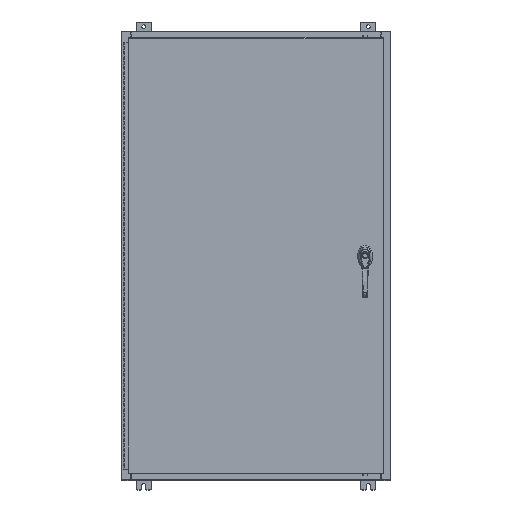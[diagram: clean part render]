
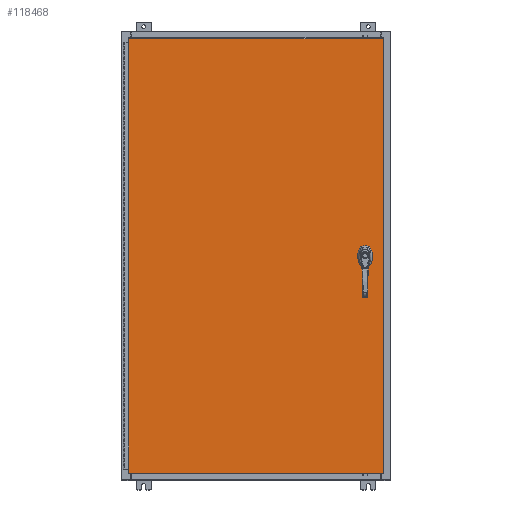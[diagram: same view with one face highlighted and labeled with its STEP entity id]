
A CAD part, top view. The second image highlights one B-rep face of the part: STEP entity #118468.
In plain terms, the highlighted planar face has unit normal (0, 0, 1).
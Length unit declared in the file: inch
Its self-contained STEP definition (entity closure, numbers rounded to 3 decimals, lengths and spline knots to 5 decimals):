
#1843 = CARTESIAN_POINT ( 'NONE',  ( 14.578, 0., 0. ) ) ;
#2960 = EDGE_CURVE ( 'NONE', #73843, #88514, #26374, .T. ) ;
#4298 = DIRECTION ( 'NONE',  ( 0., 0., 1. ) ) ;
#4500 = EDGE_LOOP ( 'NONE', ( #114666, #23861, #22180, #115428, #67904, #29387, #94718, #99983 ) ) ;
#6343 = VERTEX_POINT ( 'NONE', #66463 ) ;
#8183 = CARTESIAN_POINT ( 'NONE',  ( 14.37777, -0.403, 0. ) ) ;
#8886 = EDGE_CURVE ( 'NONE', #20863, #117861, #110048, .T. ) ;
#9283 = CARTESIAN_POINT ( 'NONE',  ( 14.77823, 0.403, 0. ) ) ;
#9404 = AXIS2_PLACEMENT_3D ( 'NONE', #1843, #79063, #12903 ) ;
#10076 = LINE ( 'NONE', #14559, #35961 ) ;
#10313 = LINE ( 'NONE', #73587, #120978 ) ;
#10571 = CIRCLE ( 'NONE', #9404, 0.45 ) ;
#11941 = CARTESIAN_POINT ( 'NONE',  ( 16.9903, 29.0063, 0. ) ) ;
#12886 = LINE ( 'NONE', #70873, #97618 ) ;
#12903 = DIRECTION ( 'NONE',  ( 1., 0., 0. ) ) ;
#13783 = EDGE_CURVE ( 'NONE', #88514, #25919, #12886, .T. ) ;
#14559 = CARTESIAN_POINT ( 'NONE',  ( 0., -0.403, 0. ) ) ;
#15261 = AXIS2_PLACEMENT_3D ( 'NONE', #108699, #42405, #119790 ) ;
#18085 = LINE ( 'NONE', #11941, #40535 ) ;
#19157 = DIRECTION ( 'NONE',  ( 0., 0., 1. ) ) ;
#19414 = LINE ( 'NONE', #71914, #130124 ) ;
#20863 = VERTEX_POINT ( 'NONE', #45589 ) ;
#20930 = CIRCLE ( 'NONE', #64123, 0.1715 ) ;
#22180 = ORIENTED_EDGE ( 'NONE', *, *, #134833, .F. ) ;
#22919 = VECTOR ( 'NONE', #122329, 39.37008 ) ;
#22974 = EDGE_CURVE ( 'NONE', #43791, #91325, #109668, .T. ) ;
#23861 = ORIENTED_EDGE ( 'NONE', *, *, #30303, .F. ) ;
#24468 = FACE_OUTER_BOUND ( 'NONE', #119195, .T. ) ;
#25540 = CARTESIAN_POINT ( 'NONE',  ( 14.175, -0.20023, 0. ) ) ;
#25919 = VERTEX_POINT ( 'NONE', #128399 ) ;
#26374 = LINE ( 'NONE', #137781, #22919 ) ;
#27360 = PLANE ( 'NONE',  #85164 ) ;
#27903 = FACE_BOUND ( 'NONE', #138964, .T. ) ;
#28203 = VERTEX_POINT ( 'NONE', #125871 ) ;
#29387 = ORIENTED_EDGE ( 'NONE', *, *, #142501, .F. ) ;
#30303 = EDGE_CURVE ( 'NONE', #87059, #87434, #10571, .T. ) ;
#31521 = ORIENTED_EDGE ( 'NONE', *, *, #141602, .T. ) ;
#32202 = VECTOR ( 'NONE', #118994, 39.37008 ) ;
#35290 = VERTEX_POINT ( 'NONE', #88936 ) ;
#35684 = LINE ( 'NONE', #107915, #32202 ) ;
#35961 = VECTOR ( 'NONE', #103029, 39.37008 ) ;
#37742 = CARTESIAN_POINT ( 'NONE',  ( 14.578, -1.338, 0. ) ) ;
#38579 = CARTESIAN_POINT ( 'NONE',  ( 16.9903, -29.0063, 0. ) ) ;
#39934 = ORIENTED_EDGE ( 'NONE', *, *, #129554, .F. ) ;
#40535 = VECTOR ( 'NONE', #100381, 39.37008 ) ;
#42405 = DIRECTION ( 'NONE',  ( 0., 0., 1. ) ) ;
#43337 = ORIENTED_EDGE ( 'NONE', *, *, #71114, .F. ) ;
#43791 = VERTEX_POINT ( 'NONE', #25540 ) ;
#45589 = CARTESIAN_POINT ( 'NONE',  ( 14.981, 0.20023, 0. ) ) ;
#46396 = ORIENTED_EDGE ( 'NONE', *, *, #13783, .T. ) ;
#48799 = DIRECTION ( 'NONE',  ( 1., 0., 0. ) ) ;
#49510 = DIRECTION ( 'NONE',  ( -1., 0., 0. ) ) ;
#49707 = AXIS2_PLACEMENT_3D ( 'NONE', #70401, #4298, #81543 ) ;
#50276 = CARTESIAN_POINT ( 'NONE',  ( 14.981, -0.20023, 0. ) ) ;
#50855 = DIRECTION ( 'NONE',  ( 0., -1., 0. ) ) ;
#55159 = CARTESIAN_POINT ( 'NONE',  ( 14.578, -1.338, 0. ) ) ;
#59536 = ORIENTED_EDGE ( 'NONE', *, *, #2960, .T. ) ;
#60162 = CARTESIAN_POINT ( 'NONE',  ( 0., 0., 0. ) ) ;
#60323 = EDGE_CURVE ( 'NONE', #28203, #43791, #10313, .T. ) ;
#61957 = CARTESIAN_POINT ( 'NONE',  ( 14.578, 0., 0. ) ) ;
#62834 = CIRCLE ( 'NONE', #143496, 0.1715 ) ;
#64123 = AXIS2_PLACEMENT_3D ( 'NONE', #55159, #132632, #66283 ) ;
#66283 = DIRECTION ( 'NONE',  ( 1., 0., 0. ) ) ;
#66463 = CARTESIAN_POINT ( 'NONE',  ( 14.4065, -1.338, 0. ) ) ;
#67904 = ORIENTED_EDGE ( 'NONE', *, *, #60323, .F. ) ;
#67947 = EDGE_CURVE ( 'NONE', #117861, #35290, #19414, .T. ) ;
#70401 = CARTESIAN_POINT ( 'NONE',  ( 14.578, 0., 0. ) ) ;
#70873 = CARTESIAN_POINT ( 'NONE',  ( 16.9903, -29.0063, 0. ) ) ;
#71114 = EDGE_CURVE ( 'NONE', #6343, #125133, #20930, .T. ) ;
#71914 = CARTESIAN_POINT ( 'NONE',  ( 0., 0.403, 0. ) ) ;
#73587 = CARTESIAN_POINT ( 'NONE',  ( 14.175, 0., 0. ) ) ;
#73843 = VERTEX_POINT ( 'NONE', #89849 ) ;
#77422 = CARTESIAN_POINT ( 'NONE',  ( 14.7495, -1.338, 0. ) ) ;
#78689 = AXIS2_PLACEMENT_3D ( 'NONE', #61957, #19157, #126232 ) ;
#79063 = DIRECTION ( 'NONE',  ( 0., 0., 1. ) ) ;
#80491 = CIRCLE ( 'NONE', #49707, 0.45 ) ;
#80911 = CARTESIAN_POINT ( 'NONE',  ( -16.9903, 29.0063, 0. ) ) ;
#81543 = DIRECTION ( 'NONE',  ( 1., 0., 0. ) ) ;
#82368 = CARTESIAN_POINT ( 'NONE',  ( 14.77823, -0.403, 0. ) ) ;
#82446 = ORIENTED_EDGE ( 'NONE', *, *, #128698, .T. ) ;
#84927 = DIRECTION ( 'NONE',  ( 0., 1., 0. ) ) ;
#85164 = AXIS2_PLACEMENT_3D ( 'NONE', #60162, #115819, #49510 ) ;
#87059 = VERTEX_POINT ( 'NONE', #82368 ) ;
#87434 = VERTEX_POINT ( 'NONE', #50276 ) ;
#88514 = VERTEX_POINT ( 'NONE', #38579 ) ;
#88936 = CARTESIAN_POINT ( 'NONE',  ( 14.37777, 0.403, 0. ) ) ;
#89849 = CARTESIAN_POINT ( 'NONE',  ( -16.9903, -29.0063, 0. ) ) ;
#91325 = VERTEX_POINT ( 'NONE', #8183 ) ;
#92081 = VECTOR ( 'NONE', #126711, 39.37008 ) ;
#94718 = ORIENTED_EDGE ( 'NONE', *, *, #67947, .F. ) ;
#96292 = VERTEX_POINT ( 'NONE', #80911 ) ;
#97618 = VECTOR ( 'NONE', #84927, 39.37008 ) ;
#99983 = ORIENTED_EDGE ( 'NONE', *, *, #8886, .F. ) ;
#100381 = DIRECTION ( 'NONE',  ( -1., 0., 0. ) ) ;
#103029 = DIRECTION ( 'NONE',  ( 1., 0., 0. ) ) ;
#104467 = CARTESIAN_POINT ( 'NONE',  ( 14.981, 0., 0. ) ) ;
#107915 = CARTESIAN_POINT ( 'NONE',  ( -16.9903, 29.0063, 0. ) ) ;
#108699 = CARTESIAN_POINT ( 'NONE',  ( 14.578, 0., 0. ) ) ;
#109668 = CIRCLE ( 'NONE', #15261, 0.45 ) ;
#110048 = CIRCLE ( 'NONE', #78689, 0.45 ) ;
#114666 = ORIENTED_EDGE ( 'NONE', *, *, #128171, .T. ) ;
#115106 = DIRECTION ( 'NONE',  ( 0., 0., 1. ) ) ;
#115428 = ORIENTED_EDGE ( 'NONE', *, *, #22974, .F. ) ;
#115819 = DIRECTION ( 'NONE',  ( 0., 0., -1. ) ) ;
#116452 = DIRECTION ( 'NONE',  ( -1., 0., 0. ) ) ;
#117861 = VERTEX_POINT ( 'NONE', #9283 ) ;
#118468 = ADVANCED_FACE ( 'NONE', ( #27903, #24468, #138733 ), #27360, .F. ) ;
#118994 = DIRECTION ( 'NONE',  ( 0., -1., 0. ) ) ;
#119195 = EDGE_LOOP ( 'NONE', ( #59536, #46396, #82446, #31521 ) ) ;
#119790 = DIRECTION ( 'NONE',  ( 1., 0., 0. ) ) ;
#120978 = VECTOR ( 'NONE', #50855, 39.37008 ) ;
#121459 = LINE ( 'NONE', #104467, #92081 ) ;
#122329 = DIRECTION ( 'NONE',  ( 1., 0., 0. ) ) ;
#125133 = VERTEX_POINT ( 'NONE', #77422 ) ;
#125871 = CARTESIAN_POINT ( 'NONE',  ( 14.175, 0.20023, 0. ) ) ;
#126232 = DIRECTION ( 'NONE',  ( 1., 0., 0. ) ) ;
#126711 = DIRECTION ( 'NONE',  ( 0., -1., 0. ) ) ;
#128171 = EDGE_CURVE ( 'NONE', #20863, #87434, #121459, .T. ) ;
#128399 = CARTESIAN_POINT ( 'NONE',  ( 16.9903, 29.0063, 0. ) ) ;
#128698 = EDGE_CURVE ( 'NONE', #25919, #96292, #18085, .T. ) ;
#129554 = EDGE_CURVE ( 'NONE', #125133, #6343, #62834, .T. ) ;
#130124 = VECTOR ( 'NONE', #116452, 39.37008 ) ;
#132632 = DIRECTION ( 'NONE',  ( 0., 0., 1. ) ) ;
#134833 = EDGE_CURVE ( 'NONE', #91325, #87059, #10076, .T. ) ;
#137781 = CARTESIAN_POINT ( 'NONE',  ( -16.9903, -29.0063, 0. ) ) ;
#138733 = FACE_BOUND ( 'NONE', #4500, .T. ) ;
#138964 = EDGE_LOOP ( 'NONE', ( #39934, #43337 ) ) ;
#141602 = EDGE_CURVE ( 'NONE', #96292, #73843, #35684, .T. ) ;
#142501 = EDGE_CURVE ( 'NONE', #35290, #28203, #80491, .T. ) ;
#143496 = AXIS2_PLACEMENT_3D ( 'NONE', #37742, #115106, #48799 ) ;
